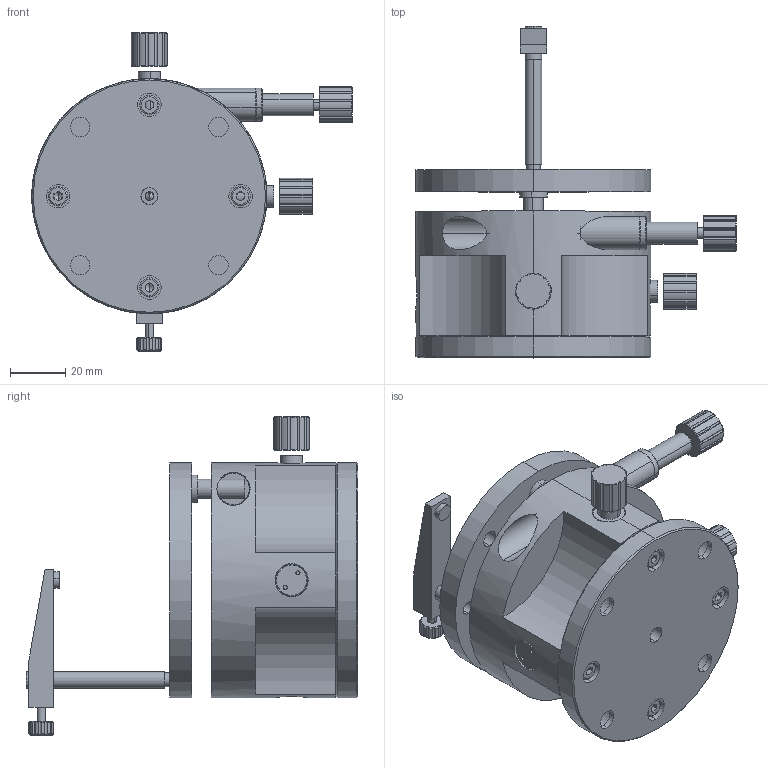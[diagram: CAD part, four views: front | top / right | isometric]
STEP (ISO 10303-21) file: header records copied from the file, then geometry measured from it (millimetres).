
FILE_DESCRIPTION (( 'STEP AP214' ), '1' );
FILE_NAME ('GCM-1122-三维外形图-20161206.STEP', '2016-12-06T04:50:18', ( 'd' ), ( '' ), 'SwSTEP 2.0', 'SolidWorks 2012', '' );
FILE_SCHEMA (( 'AUTOMOTIVE_DESIGN' ));
Length unit declared in the file: millimetre
Products named in the file (1): GCM-1122-三维外形图-20161206
Bounding box: 115.82 x 120 x 115 mm (x, y, z)
Surface area: 65912.5 mm2 (no closed solid volume)
Topology: 0 solids, 29 shells, 461 faces, 1356 edges, 915 vertices
Faces by surface type: cylinder 240, cone 122, plane 87, torus 12
Entity records: 22176 total; most frequent: CARTESIAN_POINT 4761, DIRECTION 2695, ORIENTED_EDGE 2373, EDGE_CURVE 1350, AXIS2_PLACEMENT_3D 1127, VERTEX_POINT 915, CIRCLE 665, EDGE_LOOP 558
